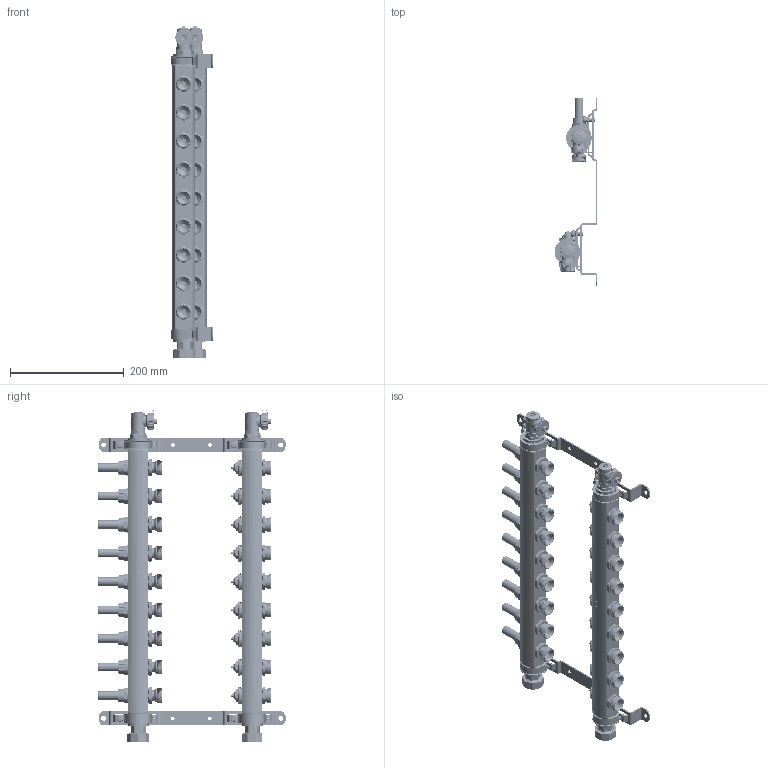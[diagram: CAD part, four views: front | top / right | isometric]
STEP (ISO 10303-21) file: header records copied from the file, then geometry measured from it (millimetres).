
FILE_DESCRIPTION((''),'2;1');
FILE_NAME('9340-09-800_VEREINFAC_SW0001','2016-10-25T',('marann'),(''),'PRO/ENGINEER BY PARAMETRIC TECHNOLOGY CORPORATION, 2011490','PRO/ENGINEER BY PARAMETRIC TECHNOLOGY CORPORATION, 2011490','');
FILE_SCHEMA(('CONFIG_CONTROL_DESIGN'));
Products named in the file (1): 9340-09-800_VEREINFAC_SW0001
Bounding box: 74.75 x 329.7 x 582.8 mm (x, y, z)
Volume: 711044.7 mm3; surface area: 515042.7 mm2
Topology: 7 solids, 7 shells, 5708 faces, 14782 edges, 9324 vertices
Faces by surface type: cylinder 2098, plane 2020, bspline 722, cone 568, torus 300
Entity records: 268085 total; most frequent: CARTESIAN_POINT 132600, ORIENTED_EDGE 29564, DIRECTION 27147, EDGE_CURVE 14782, AXIS2_PLACEMENT_3D 10451, VERTEX_POINT 9324, VECTOR 6245, LINE 6245
